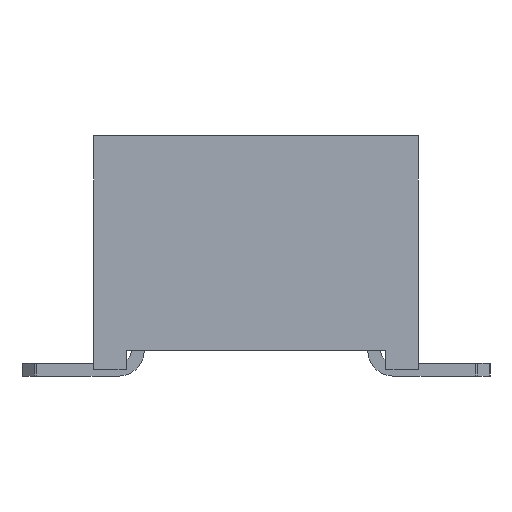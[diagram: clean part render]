
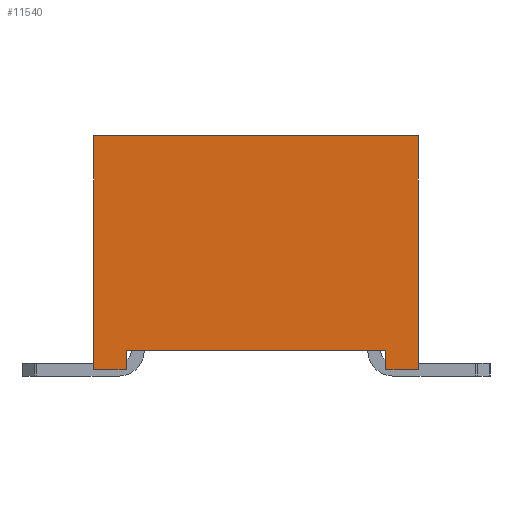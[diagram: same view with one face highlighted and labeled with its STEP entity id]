
A CAD part, left-side view. The second image highlights one B-rep face of the part: STEP entity #11540.
In plain terms, the highlighted planar face has unit normal (-1, 0, 0).
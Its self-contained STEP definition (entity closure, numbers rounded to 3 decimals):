
#7370=CARTESIAN_POINT('',(-6.35,2.5,1.75));
#7380=VERTEX_POINT('',#7370);
#7550=CARTESIAN_POINT('',(-6.35,-2.5,1.75));
#7560=VERTEX_POINT('',#7550);
#7590=CARTESIAN_POINT('',(-6.35,2.5,1.75));
#7600=DIRECTION('',(0.,-1.,0.));
#7610=VECTOR('',#7600,5.);
#7620=LINE('',#7590,#7610);
#7630=EDGE_CURVE('',#7380,#7560,#7620,.T.);
#10920=CARTESIAN_POINT('',(-6.35,0.,0.));
#10930=DIRECTION('',(-1.,0.,0.));
#10940=DIRECTION('',(0.,0.,1.));
#10950=AXIS2_PLACEMENT_3D('',#10920,#10930,#10940);
#10960=PLANE('',#10950);
#10970=CARTESIAN_POINT('',(-6.35,2.5,-1.85));
#10980=DIRECTION('',(0.,-1.,0.));
#10990=VECTOR('',#10980,0.5);
#11000=LINE('',#10970,#10990);
#11010=CARTESIAN_POINT('',(-6.35,2.5,-1.85));
#11020=VERTEX_POINT('',#11010);
#11030=CARTESIAN_POINT('',(-6.35,2.,-1.85));
#11040=VERTEX_POINT('',#11030);
#11050=EDGE_CURVE('',#11020,#11040,#11000,.T.);
#11060=ORIENTED_EDGE('',*,*,#11050,.T.);
#11070=CARTESIAN_POINT('',(-6.35,2.5,-1.85));
#11080=DIRECTION('',(0.,0.,1.));
#11090=VECTOR('',#11080,3.6);
#11100=LINE('',#11070,#11090);
#11110=EDGE_CURVE('',#11020,#7380,#11100,.T.);
#11120=ORIENTED_EDGE('',*,*,#11110,.F.);
#11130=ORIENTED_EDGE('',*,*,#7630,.F.);
#11140=CARTESIAN_POINT('',(-6.35,-2.5,1.75));
#11150=DIRECTION('',(0.,0.,-1.));
#11160=VECTOR('',#11150,3.6);
#11170=LINE('',#11140,#11160);
#11180=CARTESIAN_POINT('',(-6.35,-2.5,-1.85));
#11190=VERTEX_POINT('',#11180);
#11200=EDGE_CURVE('',#7560,#11190,#11170,.T.);
#11210=ORIENTED_EDGE('',*,*,#11200,.F.);
#11220=CARTESIAN_POINT('',(-6.35,-2.,-1.85));
#11230=DIRECTION('',(0.,-1.,0.));
#11240=VECTOR('',#11230,0.5);
#11250=LINE('',#11220,#11240);
#11260=CARTESIAN_POINT('',(-6.35,-2.,-1.85));
#11270=VERTEX_POINT('',#11260);
#11280=EDGE_CURVE('',#11270,#11190,#11250,.T.);
#11290=ORIENTED_EDGE('',*,*,#11280,.T.);
#11300=CARTESIAN_POINT('',(-6.35,-2.,-1.85));
#11310=DIRECTION('',(0.,0.,1.));
#11320=VECTOR('',#11310,0.3);
#11330=LINE('',#11300,#11320);
#11340=CARTESIAN_POINT('',(-6.35,-2.,-1.55));
#11350=VERTEX_POINT('',#11340);
#11360=EDGE_CURVE('',#11270,#11350,#11330,.T.);
#11370=ORIENTED_EDGE('',*,*,#11360,.F.);
#11380=CARTESIAN_POINT('',(-6.35,2.,-1.55));
#11390=DIRECTION('',(0.,-1.,0.));
#11400=VECTOR('',#11390,4.);
#11410=LINE('',#11380,#11400);
#11420=CARTESIAN_POINT('',(-6.35,2.,-1.55));
#11430=VERTEX_POINT('',#11420);
#11440=EDGE_CURVE('',#11430,#11350,#11410,.T.);
#11450=ORIENTED_EDGE('',*,*,#11440,.T.);
#11460=CARTESIAN_POINT('',(-6.35,2.,-1.85));
#11470=DIRECTION('',(0.,0.,1.));
#11480=VECTOR('',#11470,0.3);
#11490=LINE('',#11460,#11480);
#11500=EDGE_CURVE('',#11040,#11430,#11490,.T.);
#11510=ORIENTED_EDGE('',*,*,#11500,.T.);
#11520=EDGE_LOOP('',(#11510,#11450,#11370,#11290,#11210,#11130,#11120,
#11060));
#11530=FACE_OUTER_BOUND('',#11520,.T.);
#11540=ADVANCED_FACE('',(#11530),#10960,.T.);
